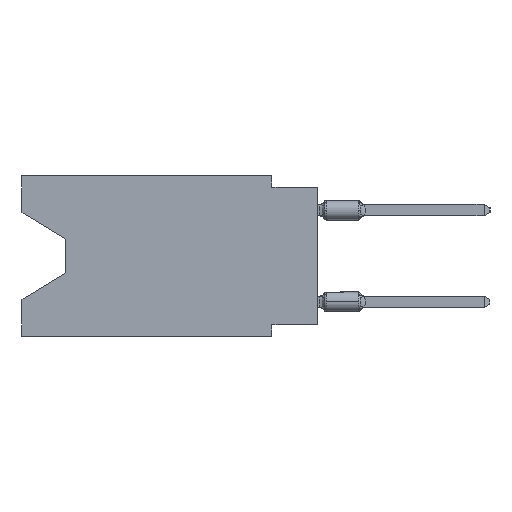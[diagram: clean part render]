
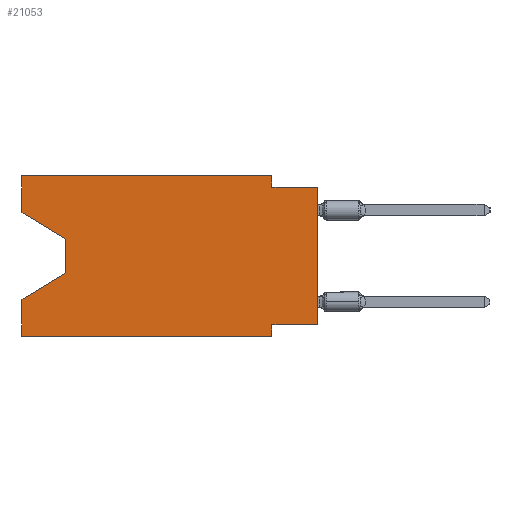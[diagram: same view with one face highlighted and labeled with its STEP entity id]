
A CAD part, left-side view. The second image highlights one B-rep face of the part: STEP entity #21053.
In plain terms, the highlighted planar face has unit normal (-1, 0, 0).
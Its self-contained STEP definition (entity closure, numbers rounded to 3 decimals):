
#43 = LINE ( 'NONE', #543, #47002 ) ;
#410 = EDGE_CURVE ( 'NONE', #28515, #17019, #16517, .T. ) ;
#543 = CARTESIAN_POINT ( 'NONE',  ( 0., 2.54, 0. ) ) ;
#596 = VECTOR ( 'NONE', #9181, 1000. ) ;
#966 = ORIENTED_EDGE ( 'NONE', *, *, #39443, .T. ) ;
#1215 = LINE ( 'NONE', #15890, #17347 ) ;
#1295 = CARTESIAN_POINT ( 'NONE',  ( 0., 16.383, -2.038 ) ) ;
#1428 = CARTESIAN_POINT ( 'NONE',  ( 0., 16.383, 0. ) ) ;
#2379 = PLANE ( 'NONE',  #5801 ) ;
#3142 = DIRECTION ( 'NONE',  ( 0., -1., 0. ) ) ;
#3612 = CARTESIAN_POINT ( 'NONE',  ( 0., 0., -0.635 ) ) ;
#3713 = DIRECTION ( 'NONE',  ( 0., 0., -1. ) ) ;
#4217 = DIRECTION ( 'NONE',  ( 0., 1., 0. ) ) ;
#4258 = EDGE_CURVE ( 'NONE', #6434, #47866, #23575, .T. ) ;
#4820 = VERTEX_POINT ( 'NONE', #29432 ) ;
#5093 = CARTESIAN_POINT ( 'NONE',  ( 0., 16.383, -8.89 ) ) ;
#5801 = AXIS2_PLACEMENT_3D ( 'NONE', #32240, #40300, #6278 ) ;
#6062 = EDGE_CURVE ( 'NONE', #47866, #36661, #47800, .T. ) ;
#6107 = CARTESIAN_POINT ( 'NONE',  ( 0., 13.97, -3.505 ) ) ;
#6278 = DIRECTION ( 'NONE',  ( 0., 0., -1. ) ) ;
#6434 = VERTEX_POINT ( 'NONE', #15939 ) ;
#7111 = EDGE_CURVE ( 'NONE', #4820, #36362, #14790, .T. ) ;
#7528 = EDGE_CURVE ( 'NONE', #17873, #21380, #11795, .T. ) ;
#8405 = CARTESIAN_POINT ( 'NONE',  ( 0., 16.383, -8.89 ) ) ;
#9181 = DIRECTION ( 'NONE',  ( 0., 0., 1. ) ) ;
#9327 = VERTEX_POINT ( 'NONE', #17816 ) ;
#9558 = LINE ( 'NONE', #24513, #25316 ) ;
#9670 = LINE ( 'NONE', #24622, #45485 ) ;
#9685 = CARTESIAN_POINT ( 'NONE',  ( 0., 13.97, -3.505 ) ) ;
#10296 = ORIENTED_EDGE ( 'NONE', *, *, #31804, .F. ) ;
#10501 = VERTEX_POINT ( 'NONE', #16051 ) ;
#11470 = CARTESIAN_POINT ( 'NONE',  ( 0., 0., -8.255 ) ) ;
#11795 = LINE ( 'NONE', #26745, #18532 ) ;
#12702 = DIRECTION ( 'NONE',  ( 0., 0., -1. ) ) ;
#12915 = LINE ( 'NONE', #1428, #31358 ) ;
#13708 = DIRECTION ( 'NONE',  ( 0., 0., 1. ) ) ;
#14541 = ORIENTED_EDGE ( 'NONE', *, *, #4258, .T. ) ;
#14790 = LINE ( 'NONE', #41736, #28662 ) ;
#15052 = ORIENTED_EDGE ( 'NONE', *, *, #7528, .F. ) ;
#15890 = CARTESIAN_POINT ( 'NONE',  ( 0., 2.54, -8.89 ) ) ;
#15939 = CARTESIAN_POINT ( 'NONE',  ( 0., 16.383, -2.038 ) ) ;
#16051 = CARTESIAN_POINT ( 'NONE',  ( 0., 16.383, 0. ) ) ;
#16517 = LINE ( 'NONE', #20684, #596 ) ;
#17019 = VERTEX_POINT ( 'NONE', #33582 ) ;
#17347 = VECTOR ( 'NONE', #12702, 1000. ) ;
#17816 = CARTESIAN_POINT ( 'NONE',  ( 0., 2.54, -8.89 ) ) ;
#17873 = VERTEX_POINT ( 'NONE', #11470 ) ;
#18532 = VECTOR ( 'NONE', #4217, 1000. ) ;
#18724 = DIRECTION ( 'NONE',  ( 0., -1., 0. ) ) ;
#19283 = ORIENTED_EDGE ( 'NONE', *, *, #7111, .F. ) ;
#19529 = VECTOR ( 'NONE', #3142, 1000. ) ;
#20187 = ORIENTED_EDGE ( 'NONE', *, *, #43962, .T. ) ;
#20620 = EDGE_CURVE ( 'NONE', #28515, #9327, #30683, .T. ) ;
#20684 = CARTESIAN_POINT ( 'NONE',  ( 0., 16.383, 0. ) ) ;
#21053 = ADVANCED_FACE ( 'NONE', ( #43733 ), #2379, .F. ) ;
#21380 = VERTEX_POINT ( 'NONE', #46402 ) ;
#21744 = LINE ( 'NONE', #29093, #19529 ) ;
#21909 = CARTESIAN_POINT ( 'NONE',  ( 0., 13.97, -5.385 ) ) ;
#23575 = LINE ( 'NONE', #1295, #36463 ) ;
#24197 = VERTEX_POINT ( 'NONE', #38160 ) ;
#24254 = ORIENTED_EDGE ( 'NONE', *, *, #410, .F. ) ;
#24513 = CARTESIAN_POINT ( 'NONE',  ( 0., 0., 0. ) ) ;
#24622 = CARTESIAN_POINT ( 'NONE',  ( 0., 13.97, -5.385 ) ) ;
#24753 = ORIENTED_EDGE ( 'NONE', *, *, #20620, .T. ) ;
#25316 = VECTOR ( 'NONE', #13708, 1000. ) ;
#25541 = ORIENTED_EDGE ( 'NONE', *, *, #48134, .F. ) ;
#26745 = CARTESIAN_POINT ( 'NONE',  ( 0., 0., -8.255 ) ) ;
#28515 = VERTEX_POINT ( 'NONE', #5093 ) ;
#28662 = VECTOR ( 'NONE', #18724, 1000. ) ;
#29093 = CARTESIAN_POINT ( 'NONE',  ( 0., 16.383, 0. ) ) ;
#29432 = CARTESIAN_POINT ( 'NONE',  ( 0., 2.54, -0.635 ) ) ;
#30683 = LINE ( 'NONE', #8405, #32323 ) ;
#31358 = VECTOR ( 'NONE', #42555, 1000. ) ;
#31804 = EDGE_CURVE ( 'NONE', #10501, #24197, #21744, .T. ) ;
#32240 = CARTESIAN_POINT ( 'NONE',  ( 0., 16.383, 0. ) ) ;
#32323 = VECTOR ( 'NONE', #38258, 1000. ) ;
#33582 = CARTESIAN_POINT ( 'NONE',  ( 0., 16.383, -6.852 ) ) ;
#34153 = ORIENTED_EDGE ( 'NONE', *, *, #36072, .F. ) ;
#35001 = ORIENTED_EDGE ( 'NONE', *, *, #6062, .T. ) ;
#36072 = EDGE_CURVE ( 'NONE', #21380, #9327, #1215, .T. ) ;
#36362 = VERTEX_POINT ( 'NONE', #3612 ) ;
#36460 = VECTOR ( 'NONE', #37028, 1000. ) ;
#36463 = VECTOR ( 'NONE', #45850, 1000. ) ;
#36661 = VERTEX_POINT ( 'NONE', #21909 ) ;
#37028 = DIRECTION ( 'NONE',  ( 0., 0., -1. ) ) ;
#38160 = CARTESIAN_POINT ( 'NONE',  ( 0., 2.54, 0. ) ) ;
#38258 = DIRECTION ( 'NONE',  ( 0., -1., 0. ) ) ;
#39443 = EDGE_CURVE ( 'NONE', #17873, #36362, #9558, .T. ) ;
#39531 = DIRECTION ( 'NONE',  ( 0., 0.855, -0.519 ) ) ;
#40094 = ORIENTED_EDGE ( 'NONE', *, *, #43400, .F. ) ;
#40300 = DIRECTION ( 'NONE',  ( 1., 0., 0. ) ) ;
#41133 = EDGE_LOOP ( 'NONE', ( #14541, #35001, #20187, #24254, #24753, #34153, #15052, #966, #19283, #40094, #10296, #25541 ) ) ;
#41736 = CARTESIAN_POINT ( 'NONE',  ( 0., 0., -0.635 ) ) ;
#42555 = DIRECTION ( 'NONE',  ( 0., 0., 1. ) ) ;
#43400 = EDGE_CURVE ( 'NONE', #24197, #4820, #43, .T. ) ;
#43733 = FACE_OUTER_BOUND ( 'NONE', #41133, .T. ) ;
#43962 = EDGE_CURVE ( 'NONE', #36661, #17019, #9670, .T. ) ;
#45485 = VECTOR ( 'NONE', #39531, 1000. ) ;
#45850 = DIRECTION ( 'NONE',  ( 0., -0.855, -0.519 ) ) ;
#46402 = CARTESIAN_POINT ( 'NONE',  ( 0., 2.54, -8.255 ) ) ;
#47002 = VECTOR ( 'NONE', #3713, 1000. ) ;
#47800 = LINE ( 'NONE', #9685, #36460 ) ;
#47866 = VERTEX_POINT ( 'NONE', #6107 ) ;
#48134 = EDGE_CURVE ( 'NONE', #6434, #10501, #12915, .T. ) ;
